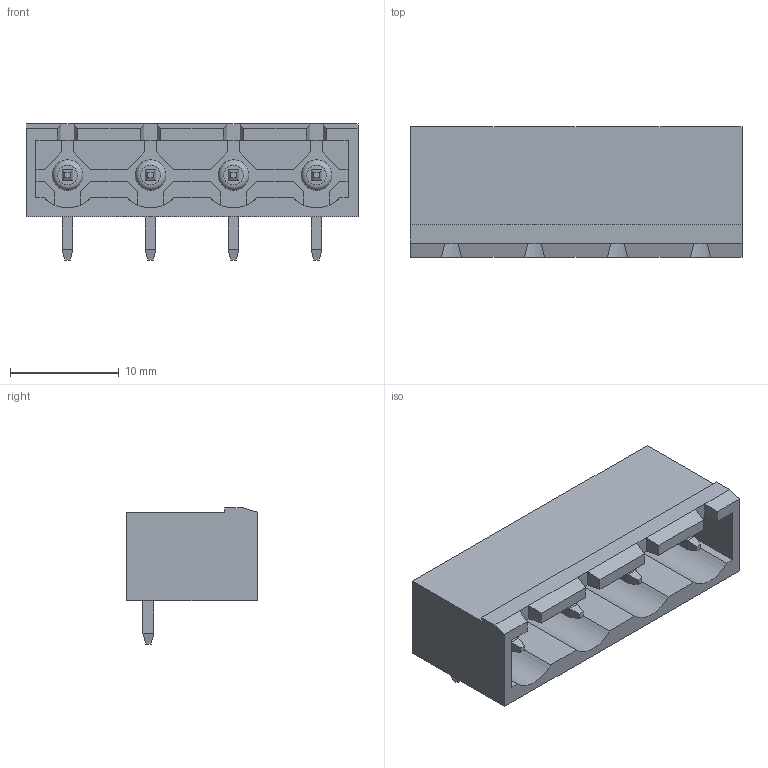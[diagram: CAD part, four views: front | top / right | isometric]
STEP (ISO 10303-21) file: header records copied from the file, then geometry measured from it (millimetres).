
FILE_DESCRIPTION(/* description */ (''),/* implementation_level */ '2;1');
FILE_NAME(/* name */ 'WURTH_691 313 410 004.stp',/* time_stamp */ '2016-04-08T14:52:48+02:00',/* author */ ('riccim'),/* organization */ ('SolidWorks'),/* preprocessor_version */ 'ST-DEVELOPER v15.5',/* originating_system */ 'AutoCAD Mechanical',/* authorisation */ ' ');
FILE_SCHEMA (('AUTOMOTIVE_DESIGN { 1 0 10303 214 3 1 1 }'));
Length unit declared in the file: millimetre
Products named in the file (1): Product
Bounding box: 30.48 x 12 x 12.5 mm (x, y, z)
Volume: 1360.6 mm3; surface area: 2773.1 mm2
Topology: 5 solids, 5 shells, 217 faces, 581 edges, 374 vertices
Faces by surface type: plane 201, cylinder 12, torus 4
Full cylindrical faces by diameter (mm): 2.8 x4
Entity records: 6586 total; most frequent: CARTESIAN_POINT 1157, ORIENTED_EDGE 1138, DIRECTION 1041, EDGE_CURVE 569, LINE 533, VECTOR 533, VERTEX_POINT 370, AXIS2_PLACEMENT_3D 254
